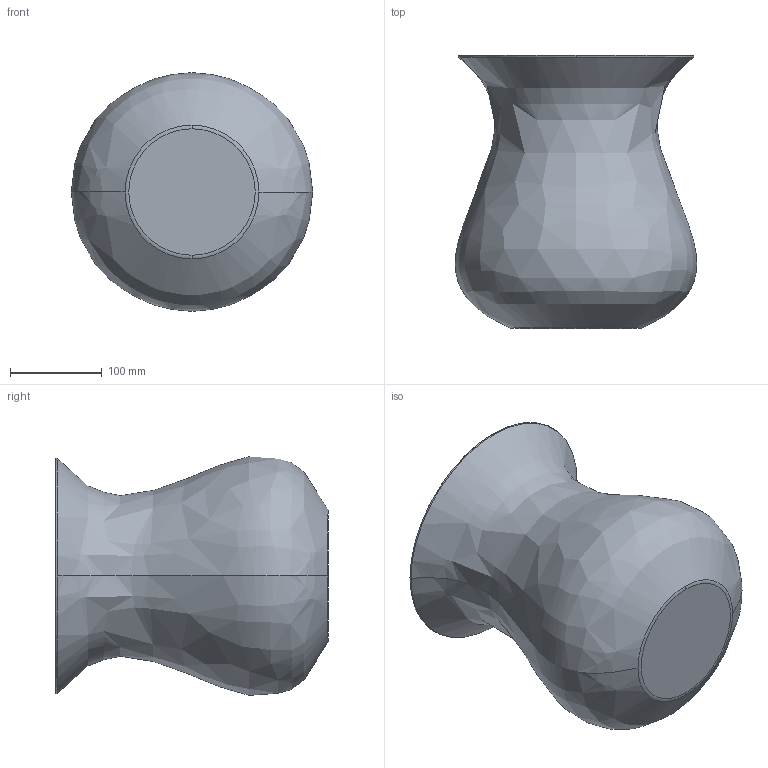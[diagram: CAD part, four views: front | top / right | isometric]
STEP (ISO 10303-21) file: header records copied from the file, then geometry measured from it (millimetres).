
FILE_DESCRIPTION (( 'STEP AP214' ), '1' );
FILE_NAME ('çay bardaðý+oralet.STEP', '2023-11-14T13:30:43', ( '' ), ( '' ), 'SwSTEP 2.0', 'SolidWorks 2023', '' );
FILE_SCHEMA (( 'AUTOMOTIVE_DESIGN' ));
Length unit declared in the file: millimetre
Products named in the file (3): çay bardağı; çay bardağı+oralet; oralet
Assembly tree (2 placements, depth 2):
  çay bardağı+oralet
    çay bardağı
    oralet
Bounding box: 263.84 x 298.13 x 260.87 mm (x, y, z)
Volume: 9911632.8 mm3; surface area: 728458.3 mm2
Topology: 2 solids, 2 shells, 19 faces, 42 edges, 28 vertices
Faces by surface type: torus 8, bspline 6, plane 5
Entity records: 1062 total; most frequent: CARTESIAN_POINT 552, DIRECTION 108, ORIENTED_EDGE 84, AXIS2_PLACEMENT_3D 54, EDGE_CURVE 42, CIRCLE 36, VERTEX_POINT 28, EDGE_LOOP 20
